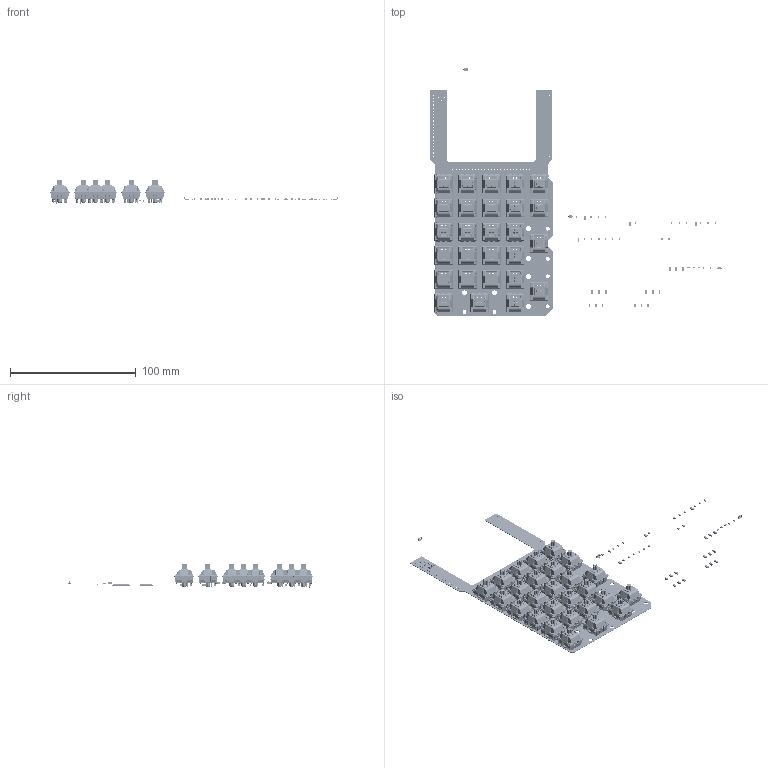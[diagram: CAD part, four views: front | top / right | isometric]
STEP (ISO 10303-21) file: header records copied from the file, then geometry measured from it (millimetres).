
FILE_DESCRIPTION(('Open CASCADE Model'),'2;1');
FILE_NAME('Open CASCADE Shape Model','2023-04-03T13:14:36',('Author'),( 'Open CASCADE'),'Open CASCADE STEP processor 6.8','Open CASCADE 6.8' ,'Unknown');
FILE_SCHEMA(('AUTOMOTIVE_DESIGN { 1 0 10303 214 1 1 1 1 }'));
Length unit declared in the file: millimetre
Products named in the file (155): PCB; Board; Open CASCADE STEP translator 6.8 2.1.1; U4; SOIC16_z90; Component1; Component2; Component3; Component4; Component5; Component6; Component7; Component8; Component9; Component10; Component11; Component12; Component13; Component14; Component15; Component16; Component17; 5092865200; Extruded; U3; U2; TP7; keystone-PN5019; TP6; TP5; T23; 6083381344; T22; T21; T20; T19; T18; T17; 5092867440; T16 ...
Assembly tree (259 placements, depth 4):
  PCB
    Board
      Open CASCADE STEP translator 6.8 2.1.1
    U4
      SOIC16_z90
        Component1
        Component2
        Component3
        Component4
        Component5
        Component6
        Component7
        Component8
        Component9
        Component10
        Component11
        Component12
        Component13
        Component14
        Component15
        Component16
        Component17
      5092865200
        Extruded
    U3
      SOIC16_z90
        Component1
        Component2
        Component3
        Component4
        Component5
        Component6
        Component7
        Component8
        Component9
        Component10
        Component11
        Component12
        Component13
        Component14
        Component15
        Component16
        Component17
      5092865200
        Extruded
    U2
      SOIC16_z90
        Component1
        Component2
        Component3
        Component4
        Component5
        Component6
        Component7
        Component8
        Component9
        Component10
        Component11
        Component12
        Component13
Bounding box: 231.22 x 196.67 x 18.6 mm (x, y, z)
Volume: 32449.8 mm3; surface area: 114604.1 mm2
Topology: 326 solids, 326 shells, 27121 faces, 71097 edges, 44901 vertices
Faces by surface type: plane 16921, cylinder 7392, torus 972, bspline 864, sphere 702, cone 270
Full cylindrical faces by diameter (mm): 0.838 x3, 0.9 x47, 1.016 x108, 1.144 x54, 2 x54, 3.048 x6, 3.81 x27, 3.988 x6
Entity records: 65662 total; most frequent: CARTESIAN_POINT 18700, DIRECTION 8955, ORIENTED_EDGE 8534, EDGE_CURVE 4267, AXIS2_PLACEMENT_3D 3050, LINE 2855, VECTOR 2855, VERTEX_POINT 2743
